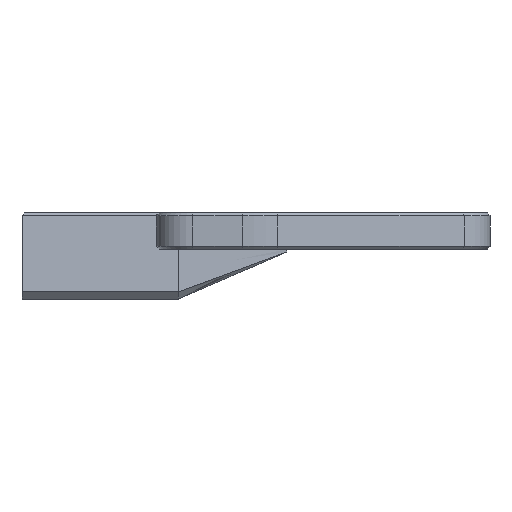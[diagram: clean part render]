
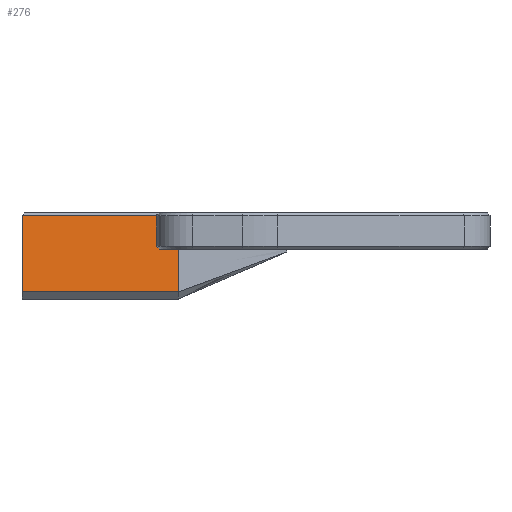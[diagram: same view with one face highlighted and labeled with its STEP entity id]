
A CAD part, left-side view. The second image highlights one B-rep face of the part: STEP entity #276.
In plain terms, the highlighted planar face has unit normal (-0.993, 0, 0.121).
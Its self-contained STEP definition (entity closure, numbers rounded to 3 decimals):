
#99 = VERTEX_POINT('',#100);
#100 = CARTESIAN_POINT('',(-77.917,-58.485,
    -40.389));
#106 = EDGE_CURVE('',#99,#107,#109,.T.);
#107 = VERTEX_POINT('',#108);
#108 = CARTESIAN_POINT('',(-77.917,-36.918,
    -40.389));
#109 = LINE('',#110,#111);
#110 = CARTESIAN_POINT('',(-77.917,-55.485,
    -40.389));
#111 = VECTOR('',#112,1.);
#112 = DIRECTION('',(0.,1.,0.));
#128 = EDGE_CURVE('',#107,#129,#131,.T.);
#129 = VERTEX_POINT('',#130);
#130 = CARTESIAN_POINT('',(-76.638,-36.918,
    -29.89));
#131 = LINE('',#132,#133);
#132 = CARTESIAN_POINT('',(-76.925,-36.918,
    -32.241));
#133 = VECTOR('',#134,1.);
#134 = DIRECTION('',(0.121,0.,0.993));
#276 = ADVANCED_FACE('',(#277),#343,.T.);
#277 = FACE_BOUND('',#278,.T.);
#278 = EDGE_LOOP('',(#279,#289,#297,#305,#311,#312,#313,#321,#329,#337)
  );
#279 = ORIENTED_EDGE('',*,*,#280,.F.);
#280 = EDGE_CURVE('',#281,#283,#285,.T.);
#281 = VERTEX_POINT('',#282);
#282 = CARTESIAN_POINT('',(-76.638,-55.488,
    -29.887));
#283 = VERTEX_POINT('',#284);
#284 = CARTESIAN_POINT('',(-76.638,-55.485,
    -29.89));
#285 = LINE('',#286,#287);
#286 = CARTESIAN_POINT('',(-77.105,-51.652,
    -33.723));
#287 = VECTOR('',#288,1.);
#288 = DIRECTION('',(-0.086,0.704,-0.704)
  );
#289 = ORIENTED_EDGE('',*,*,#290,.T.);
#290 = EDGE_CURVE('',#281,#291,#293,.T.);
#291 = VERTEX_POINT('',#292);
#292 = CARTESIAN_POINT('',(-76.638,-55.485,
    -29.887));
#293 = LINE('',#294,#295);
#294 = CARTESIAN_POINT('',(-76.638,-55.885,
    -29.887));
#295 = VECTOR('',#296,1.);
#296 = DIRECTION('',(0.,1.,0.));
#297 = ORIENTED_EDGE('',*,*,#298,.T.);
#298 = EDGE_CURVE('',#291,#299,#301,.T.);
#299 = VERTEX_POINT('',#300);
#300 = CARTESIAN_POINT('',(-76.638,-36.921,
    -29.887));
#301 = LINE('',#302,#303);
#302 = CARTESIAN_POINT('',(-76.638,-55.485,
    -29.887));
#303 = VECTOR('',#304,1.);
#304 = DIRECTION('',(0.,1.,0.));
#305 = ORIENTED_EDGE('',*,*,#306,.T.);
#306 = EDGE_CURVE('',#299,#129,#307,.T.);
#307 = LINE('',#308,#309);
#308 = CARTESIAN_POINT('',(-76.469,-38.308,
    -28.5));
#309 = VECTOR('',#310,1.);
#310 = DIRECTION('',(-0.086,0.704,-0.704)
  );
#311 = ORIENTED_EDGE('',*,*,#128,.F.);
#312 = ORIENTED_EDGE('',*,*,#106,.F.);
#313 = ORIENTED_EDGE('',*,*,#314,.T.);
#314 = EDGE_CURVE('',#99,#315,#317,.T.);
#315 = VERTEX_POINT('',#316);
#316 = CARTESIAN_POINT('',(-77.199,-58.485,
    -34.49));
#317 = LINE('',#318,#319);
#318 = CARTESIAN_POINT('',(-77.917,-58.485,
    -40.389));
#319 = VECTOR('',#320,1.);
#320 = DIRECTION('',(0.121,0.,0.993));
#321 = ORIENTED_EDGE('',*,*,#322,.F.);
#322 = EDGE_CURVE('',#323,#315,#325,.T.);
#323 = VERTEX_POINT('',#324);
#324 = CARTESIAN_POINT('',(-77.199,-55.885,
    -34.49));
#325 = LINE('',#326,#327);
#326 = CARTESIAN_POINT('',(-77.199,-55.485,
    -34.49));
#327 = VECTOR('',#328,1.);
#328 = DIRECTION('',(0.,-1.,0.));
#329 = ORIENTED_EDGE('',*,*,#330,.T.);
#330 = EDGE_CURVE('',#323,#331,#333,.T.);
#331 = VERTEX_POINT('',#332);
#332 = CARTESIAN_POINT('',(-77.15,-55.485,
    -34.09));
#333 = LINE('',#334,#335);
#334 = CARTESIAN_POINT('',(-77.026,-54.465,
    -33.07));
#335 = VECTOR('',#336,1.);
#336 = DIRECTION('',(0.086,0.704,0.704));
#337 = ORIENTED_EDGE('',*,*,#338,.F.);
#338 = EDGE_CURVE('',#283,#331,#339,.T.);
#339 = LINE('',#340,#341);
#340 = CARTESIAN_POINT('',(-76.589,-55.485,
    -29.49));
#341 = VECTOR('',#342,1.);
#342 = DIRECTION('',(-0.121,0.,-0.993)
  );
#343 = PLANE('',#344);
#344 = AXIS2_PLACEMENT_3D('',#345,#346,#347);
#345 = CARTESIAN_POINT('',(-77.281,-47.47,-35.17
    ));
#346 = DIRECTION('',(-0.993,0.,0.121));
#347 = DIRECTION('',(-0.121,0.,-0.993));
